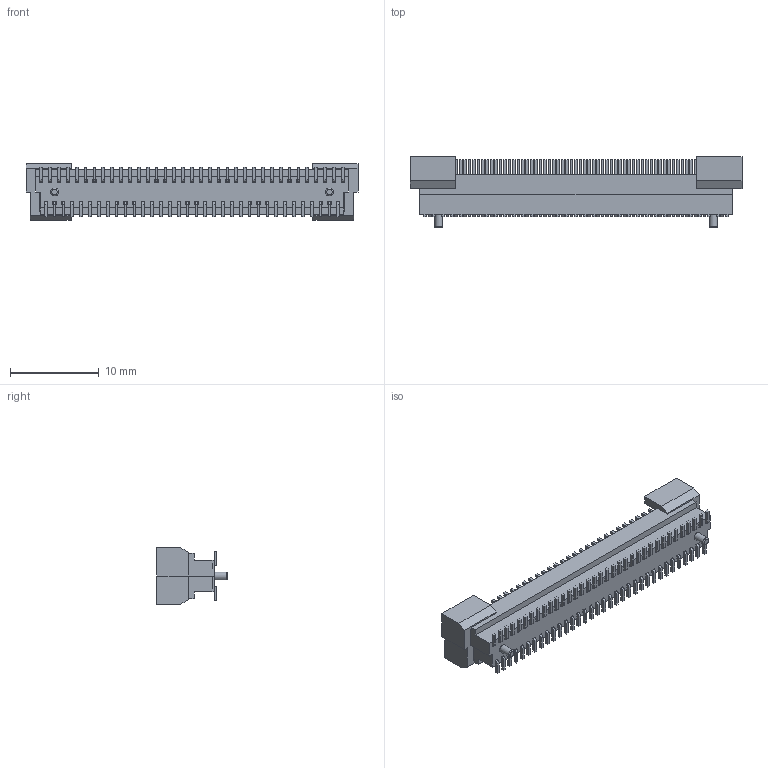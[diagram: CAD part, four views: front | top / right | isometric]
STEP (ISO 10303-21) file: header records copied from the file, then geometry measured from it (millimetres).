
FILE_DESCRIPTION( ( 'STEP AP203' ), ' ' );
FILE_NAME( 'BKT-169-05-L-V-S-A.stp', '2016-03-23T17:08:51', ( '' ), ( '' ), ' ', 'PARTsolutions', ' ' );
FILE_SCHEMA( ( 'CONFIG_CONTROL_DESIGN' ) );
Length unit declared in the file: inch
Products named in the file (3): BKT-169-05-L-V-S-A; _BKT-169-05-V-S-A_socket; _T-1S16-03-69-05_bkt
Assembly tree (2 placements, depth 2):
  BKT-169-05-L-V-S-A
    _BKT-169-05-V-S-A_socket
    _T-1S16-03-69-05_bkt
Bounding box: 37.44 x 7.98 x 6.35 mm (x, y, z)
Volume: 778.6 mm3; surface area: 2191.4 mm2
Topology: 2 solids, 2 shells, 1099 faces, 3299 edges, 2198 vertices
Faces by surface type: plane 1024, cylinder 73, torus 2
Full cylindrical faces by diameter (mm): 0.889 x2
Entity records: 36929 total; most frequent: CARTESIAN_POINT 6591, ORIENTED_EDGE 6586, DIRECTION 5783, EDGE_CURVE 3293, LINE 3007, VECTOR 3007, VERTEX_POINT 2196, AXIS2_PLACEMENT_3D 1388
